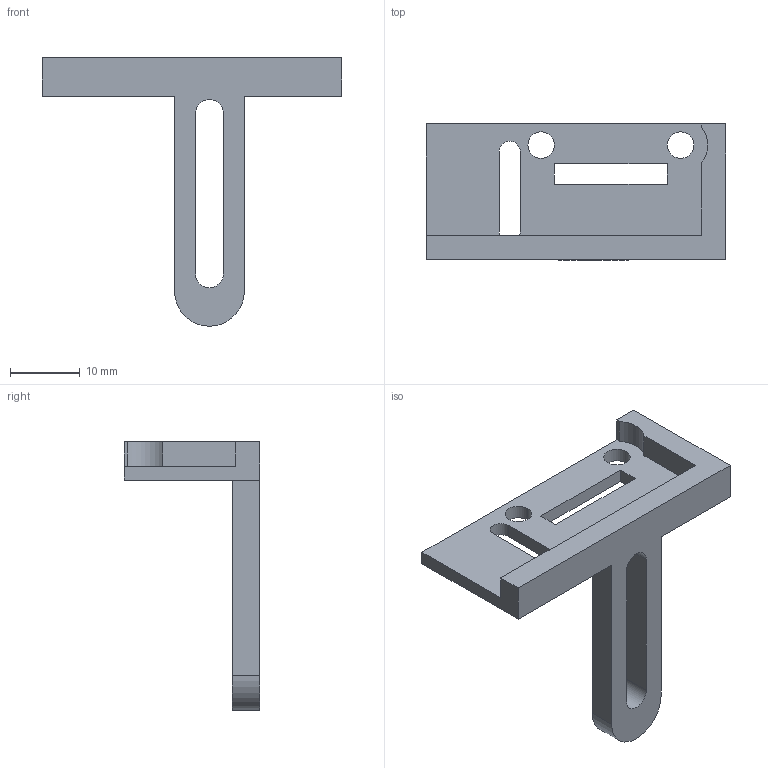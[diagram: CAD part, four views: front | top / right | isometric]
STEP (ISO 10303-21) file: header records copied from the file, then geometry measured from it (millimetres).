
FILE_DESCRIPTION(/* description */ ('STEP AP242','CAx-IF Rec.Pracs.---Representation and Presentation of Product Manufacturing Information (PMI)---4.0---2014-10-13','CAx-IF Rec.Pracs.---3D Tessellated Geometry---0.4---2014-09-14','2;1'),/* implementation_level */ '2;1');
FILE_NAME(/* name */ '620ceb1222459c053a27ff9c',/* time_stamp */ '2022-02-16T12:16:18+00:00',/* author */ (''),/* organization */ (''),/* preprocessor_version */ 'ST-DEVELOPER v18.101',/* originating_system */ ' ',/* authorisation */ ' ');
FILE_SCHEMA (('AP242_MANAGED_MODEL_BASED_3D_ENGINEERING_MIM_LF { 1 0 10303 442 1 1 4 }'));
Length unit declared in the file: metre
Products named in the file (1): P3Steel -- Y-endstop-holder
Bounding box: 43 x 19.5 x 38.5 mm (x, y, z)
Volume: 3026 mm3; surface area: 3242.6 mm2
Topology: 1 solids, 1 shells, 31 faces, 90 edges, 60 vertices
Faces by surface type: plane 22, cylinder 8, bspline 1
Full cylindrical faces by diameter (mm): 3.8 x1
Entity records: 1075 total; most frequent: CARTESIAN_POINT 208, ORIENTED_EDGE 178, DIRECTION 165, EDGE_CURVE 89, LINE 71, VECTOR 71, VERTEX_POINT 60, AXIS2_PLACEMENT_3D 47
